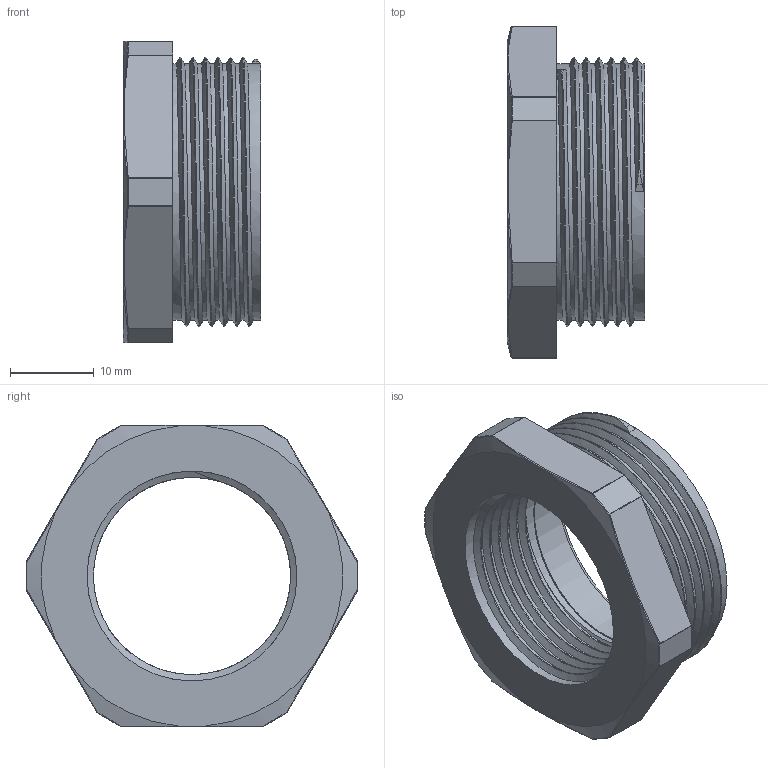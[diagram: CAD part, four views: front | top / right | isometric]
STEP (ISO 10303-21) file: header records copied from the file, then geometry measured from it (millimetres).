
FILE_DESCRIPTION(/* description */ ('Reduzierung sechskant M/M 32x1,5/25x1,5'),/* implementation_level */ '2;1');
FILE_NAME(/* name */ '11083225-RST.stp',/* time_stamp */ '2020-04-27T12:22:01+02:00',/* author */ ('sl'),/* organization */ (''),/* preprocessor_version */ 'ST-DEVELOPER v16.5',/* originating_system */ 'Autodesk Inventor 2017',/* authorisation */ '');
FILE_SCHEMA (('AUTOMOTIVE_DESIGN { 1 0 10303 214 3 1 1 }'));
Length unit declared in the file: millimetre
Products named in the file (1): 11083225
Bounding box: 16.4 x 39.66 x 36 mm (x, y, z)
Volume: 6563.8 mm3; surface area: 5207.7 mm2
Topology: 1 solids, 1 shells, 86 faces, 209 edges, 127 vertices
Faces by surface type: cylinder 32, plane 19, bspline 16, sphere 12, cone 6, torus 1
Full cylindrical faces by diameter (mm): 25.082 x6, 25.5 x1, 30.678 x6
Entity records: 5003 total; most frequent: CARTESIAN_POINT 3379, ORIENTED_EDGE 336, DIRECTION 316, EDGE_CURVE 168, AXIS2_PLACEMENT_3D 134, VERTEX_POINT 102, EDGE_LOOP 84, FACE_OUTER_BOUND 75
